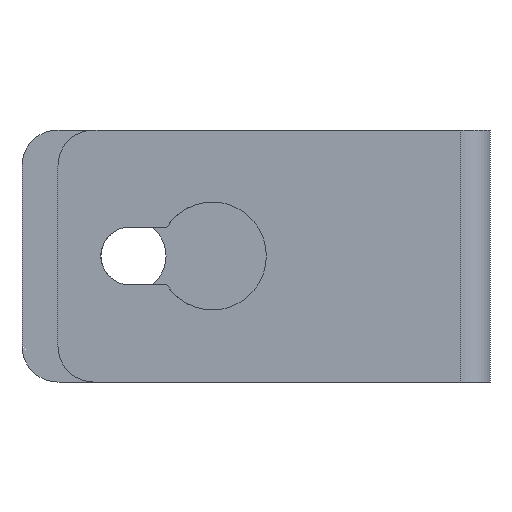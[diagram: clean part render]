
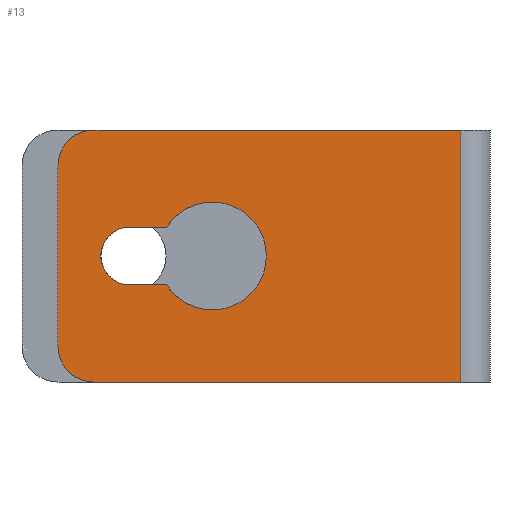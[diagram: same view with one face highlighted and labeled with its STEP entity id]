
A CAD part, left-side view. The second image highlights one B-rep face of the part: STEP entity #13.
In plain terms, the highlighted planar face has unit normal (-1, 0.018, 0).
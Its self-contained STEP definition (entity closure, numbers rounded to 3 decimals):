
#2 = VERTEX_POINT ( 'NONE', #1034 ) ;
#13 = ADVANCED_FACE ( 'NONE', ( #946, #507 ), #78, .F. ) ;
#30 = DIRECTION ( 'NONE',  ( -1., 0.017, 0. ) ) ;
#36 = EDGE_LOOP ( 'NONE', ( #115, #361, #813, #1050, #66, #1093 ) ) ;
#58 = CIRCLE ( 'NONE', #335, 5. ) ;
#66 = ORIENTED_EDGE ( 'NONE', *, *, #180, .F. ) ;
#74 = CARTESIAN_POINT ( 'NONE',  ( -56.953, 60., 17.5 ) ) ;
#78 = PLANE ( 'NONE',  #968 ) ;
#93 = DIRECTION ( 'NONE',  ( 0.017, 1., 0. ) ) ;
#115 = ORIENTED_EDGE ( 'NONE', *, *, #334, .T. ) ;
#148 = VECTOR ( 'NONE', #280, 1000. ) ;
#155 = VERTEX_POINT ( 'NONE', #892 ) ;
#180 = EDGE_CURVE ( 'NONE', #716, #254, #405, .T. ) ;
#193 = CARTESIAN_POINT ( 'NONE',  ( -57.04, 55.001, -12.5 ) ) ;
#220 = EDGE_CURVE ( 'NONE', #1069, #915, #660, .T. ) ;
#254 = VERTEX_POINT ( 'NONE', #913 ) ;
#262 = CARTESIAN_POINT ( 'NONE',  ( -57.929, 4.07, 17.5 ) ) ;
#264 = VERTEX_POINT ( 'NONE', #584 ) ;
#277 = DIRECTION ( 'NONE',  ( -0.017, -1., 0. ) ) ;
#280 = DIRECTION ( 'NONE',  ( 0.017, 1., 0. ) ) ;
#288 = EDGE_CURVE ( 'NONE', #254, #915, #347, .T. ) ;
#299 = ORIENTED_EDGE ( 'NONE', *, *, #658, .F. ) ;
#305 = AXIS2_PLACEMENT_3D ( 'NONE', #700, #30, #1043 ) ;
#324 = CARTESIAN_POINT ( 'NONE',  ( -57.929, 4.07, -17.5 ) ) ;
#327 = VERTEX_POINT ( 'NONE', #590 ) ;
#334 = EDGE_CURVE ( 'NONE', #264, #552, #689, .T. ) ;
#335 = AXIS2_PLACEMENT_3D ( 'NONE', #193, #695, #93 ) ;
#347 = LINE ( 'NONE', #262, #452 ) ;
#361 = ORIENTED_EDGE ( 'NONE', *, *, #610, .T. ) ;
#370 = EDGE_LOOP ( 'NONE', ( #985, #299, #1103, #532 ) ) ;
#405 = LINE ( 'NONE', #640, #520 ) ;
#452 = VECTOR ( 'NONE', #515, 1000. ) ;
#458 = DIRECTION ( 'NONE',  ( -1., 0.017, 0. ) ) ;
#463 = CARTESIAN_POINT ( 'NONE',  ( -57.04, 55.001, -17.5 ) ) ;
#504 = CARTESIAN_POINT ( 'NONE',  ( -56.953, 60., -17.5 ) ) ;
#507 = FACE_OUTER_BOUND ( 'NONE', #36, .T. ) ;
#515 = DIRECTION ( 'NONE',  ( 0., 0., -1. ) ) ;
#520 = VECTOR ( 'NONE', #571, 1000. ) ;
#532 = ORIENTED_EDGE ( 'NONE', *, *, #1065, .F. ) ;
#551 = DIRECTION ( 'NONE',  ( 1., -0.017, 0. ) ) ;
#552 = VERTEX_POINT ( 'NONE', #840 ) ;
#571 = DIRECTION ( 'NONE',  ( -0.017, -1., 0. ) ) ;
#578 = CIRCLE ( 'NONE', #810, 4. ) ;
#584 = CARTESIAN_POINT ( 'NONE',  ( -56.953, 60., 12.5 ) ) ;
#590 = CARTESIAN_POINT ( 'NONE',  ( -57.126, 50.063, 4. ) ) ;
#610 = EDGE_CURVE ( 'NONE', #552, #1069, #58, .T. ) ;
#615 = DIRECTION ( 'NONE',  ( 0.017, 1., 0. ) ) ;
#620 = DIRECTION ( 'NONE',  ( -0.017, -1., 0. ) ) ;
#640 = CARTESIAN_POINT ( 'NONE',  ( -56.953, 60., 17.5 ) ) ;
#650 = CIRCLE ( 'NONE', #842, 7.5 ) ;
#658 = EDGE_CURVE ( 'NONE', #847, #155, #937, .T. ) ;
#660 = LINE ( 'NONE', #504, #804 ) ;
#673 = CARTESIAN_POINT ( 'NONE',  ( -56.953, 60., 17.5 ) ) ;
#689 = LINE ( 'NONE', #74, #1085 ) ;
#690 = DIRECTION ( 'NONE',  ( -0.017, -1., 0. ) ) ;
#695 = DIRECTION ( 'NONE',  ( -1., 0.017, 0. ) ) ;
#700 = CARTESIAN_POINT ( 'NONE',  ( -57.04, 55.001, 12.5 ) ) ;
#716 = VERTEX_POINT ( 'NONE', #784 ) ;
#727 = CARTESIAN_POINT ( 'NONE',  ( -57.126, 50.063, -4. ) ) ;
#746 = DIRECTION ( 'NONE',  ( -0.017, -1., 0. ) ) ;
#781 = LINE ( 'NONE', #966, #148 ) ;
#784 = CARTESIAN_POINT ( 'NONE',  ( -57.04, 55.001, 17.5 ) ) ;
#804 = VECTOR ( 'NONE', #746, 1000. ) ;
#810 = AXIS2_PLACEMENT_3D ( 'NONE', #1048, #458, #620 ) ;
#813 = ORIENTED_EDGE ( 'NONE', *, *, #220, .T. ) ;
#824 = VECTOR ( 'NONE', #277, 1000. ) ;
#840 = CARTESIAN_POINT ( 'NONE',  ( -56.953, 60., -12.5 ) ) ;
#842 = AXIS2_PLACEMENT_3D ( 'NONE', #1033, #879, #690 ) ;
#847 = VERTEX_POINT ( 'NONE', #727 ) ;
#867 = CARTESIAN_POINT ( 'NONE',  ( -57.126, 50.063, -4. ) ) ;
#879 = DIRECTION ( 'NONE',  ( -1., 0.017, 0. ) ) ;
#892 = CARTESIAN_POINT ( 'NONE',  ( -57.216, 44.908, -4. ) ) ;
#913 = CARTESIAN_POINT ( 'NONE',  ( -57.929, 4.07, 17.5 ) ) ;
#915 = VERTEX_POINT ( 'NONE', #324 ) ;
#937 = LINE ( 'NONE', #867, #824 ) ;
#946 = FACE_BOUND ( 'NONE', #370, .T. ) ;
#954 = CIRCLE ( 'NONE', #305, 5. ) ;
#966 = CARTESIAN_POINT ( 'NONE',  ( -57.126, 50.063, 4. ) ) ;
#968 = AXIS2_PLACEMENT_3D ( 'NONE', #673, #551, #615 ) ;
#985 = ORIENTED_EDGE ( 'NONE', *, *, #1046, .F. ) ;
#1002 = EDGE_CURVE ( 'NONE', #716, #264, #954, .T. ) ;
#1033 = CARTESIAN_POINT ( 'NONE',  ( -57.327, 38.565, 0. ) ) ;
#1034 = CARTESIAN_POINT ( 'NONE',  ( -57.216, 44.908, 4. ) ) ;
#1040 = EDGE_CURVE ( 'NONE', #327, #847, #578, .T. ) ;
#1043 = DIRECTION ( 'NONE',  ( 0.017, 1., 0. ) ) ;
#1046 = EDGE_CURVE ( 'NONE', #155, #2, #650, .T. ) ;
#1048 = CARTESIAN_POINT ( 'NONE',  ( -57.126, 50.063, 0. ) ) ;
#1050 = ORIENTED_EDGE ( 'NONE', *, *, #288, .F. ) ;
#1065 = EDGE_CURVE ( 'NONE', #2, #327, #781, .T. ) ;
#1069 = VERTEX_POINT ( 'NONE', #463 ) ;
#1085 = VECTOR ( 'NONE', #1102, 1000. ) ;
#1093 = ORIENTED_EDGE ( 'NONE', *, *, #1002, .T. ) ;
#1102 = DIRECTION ( 'NONE',  ( 0., 0., -1. ) ) ;
#1103 = ORIENTED_EDGE ( 'NONE', *, *, #1040, .F. ) ;
